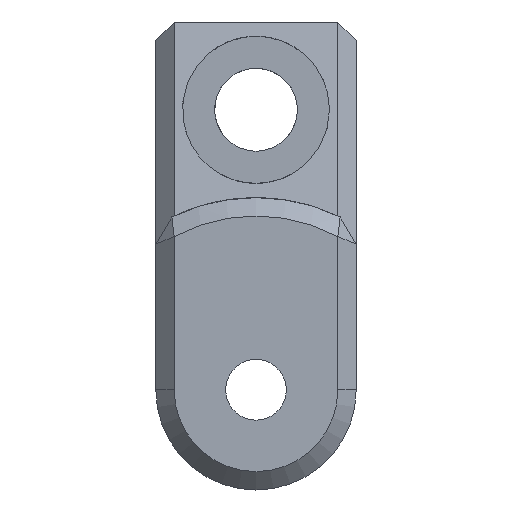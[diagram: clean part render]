
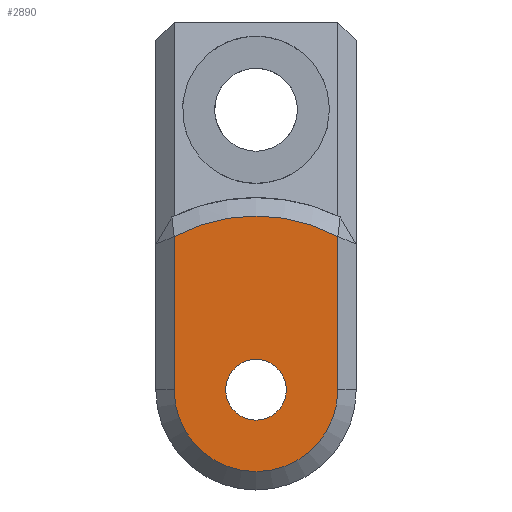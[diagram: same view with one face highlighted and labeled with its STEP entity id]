
A CAD part, left-side view. The second image highlights one B-rep face of the part: STEP entity #2890.
In plain terms, the highlighted planar face has unit normal (-1, 0, 0).
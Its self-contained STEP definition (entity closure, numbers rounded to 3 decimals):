
#45=FACE_BOUND('',#658,.T.);
#175=PLANE('',#3157);
#483=FACE_OUTER_BOUND('',#657,.T.);
#657=EDGE_LOOP('',(#2645,#2646,#2647,#2648));
#658=EDGE_LOOP('',(#2649));
#922=LINE('',#4614,#1214);
#924=LINE('',#4620,#1216);
#1214=VECTOR('',#3805,10.);
#1216=VECTOR('',#3813,10.);
#1286=CIRCLE('',#2961,1.65);
#1329=CIRCLE('',#3117,9.45);
#1331=CIRCLE('',#3121,4.45);
#1364=VERTEX_POINT('',#4033);
#1530=VERTEX_POINT('',#4586);
#1532=VERTEX_POINT('',#4597);
#1535=VERTEX_POINT('',#4612);
#1536=VERTEX_POINT('',#4616);
#1600=EDGE_CURVE('',#1364,#1364,#1286,.T.);
#1884=EDGE_CURVE('',#1530,#1532,#1329,.T.);
#1887=EDGE_CURVE('',#1535,#1530,#922,.T.);
#1889=EDGE_CURVE('',#1536,#1535,#1331,.T.);
#1890=EDGE_CURVE('',#1532,#1536,#924,.T.);
#2645=ORIENTED_EDGE('',*,*,#1884,.F.);
#2646=ORIENTED_EDGE('',*,*,#1887,.F.);
#2647=ORIENTED_EDGE('',*,*,#1889,.F.);
#2648=ORIENTED_EDGE('',*,*,#1890,.F.);
#2649=ORIENTED_EDGE('',*,*,#1600,.T.);
#2890=ADVANCED_FACE('',(#483,#45),#175,.F.);
#2961=AXIS2_PLACEMENT_3D('',#4034,#3249,#3250);
#3117=AXIS2_PLACEMENT_3D('',#4609,#3798,#3799);
#3121=AXIS2_PLACEMENT_3D('',#4618,#3809,#3810);
#3157=AXIS2_PLACEMENT_3D('',#4703,#3909,#3910);
#3249=DIRECTION('center_axis',(1.,0.,0.));
#3250=DIRECTION('ref_axis',(0.,0.,1.));
#3798=DIRECTION('center_axis',(1.,0.,0.));
#3799=DIRECTION('ref_axis',(0.,0.522,0.853));
#3805=DIRECTION('',(0.,0.,1.));
#3809=DIRECTION('center_axis',(1.,0.,0.));
#3810=DIRECTION('ref_axis',(0.,-1.,0.));
#3813=DIRECTION('',(0.,0.,-1.));
#3909=DIRECTION('center_axis',(1.,0.,0.));
#3910=DIRECTION('ref_axis',(0.,0.,-1.));
#4033=CARTESIAN_POINT('',(-65.,0.,-1.65));
#4034=CARTESIAN_POINT('Origin',(-65.,0.,0.));
#4586=CARTESIAN_POINT('',(-65.,4.45,8.337));
#4597=CARTESIAN_POINT('',(-65.,-4.45,8.337));
#4609=CARTESIAN_POINT('Origin',(-65.,0.,0.));
#4612=CARTESIAN_POINT('',(-65.,4.45,0.));
#4614=CARTESIAN_POINT('',(-65.,4.45,1.25));
#4616=CARTESIAN_POINT('',(-65.,-4.45,0.));
#4618=CARTESIAN_POINT('Origin',(-65.,0.,0.));
#4620=CARTESIAN_POINT('',(-65.,-4.45,5.708));
#4703=CARTESIAN_POINT('Origin',(-65.,0.,2.5));
